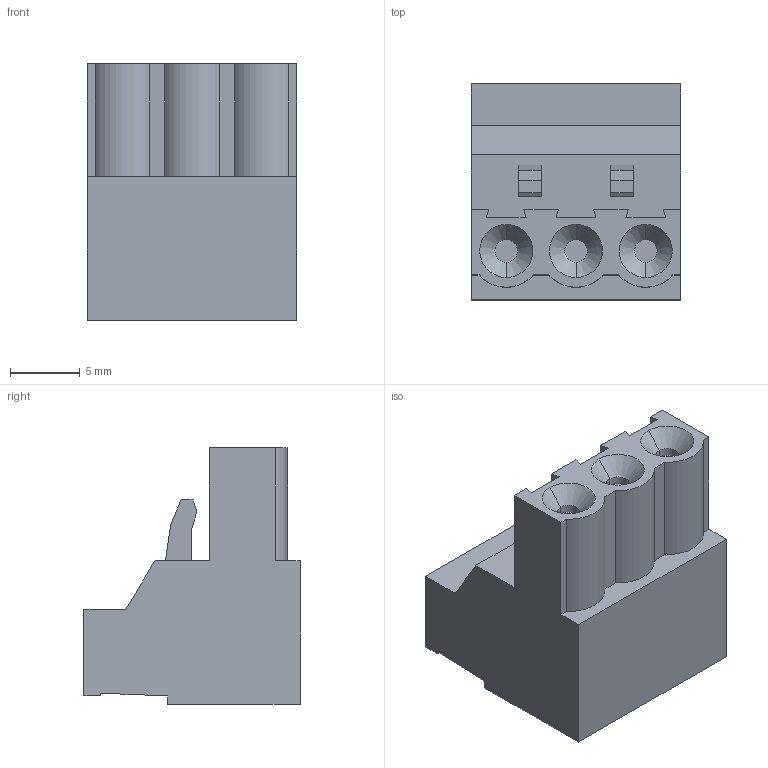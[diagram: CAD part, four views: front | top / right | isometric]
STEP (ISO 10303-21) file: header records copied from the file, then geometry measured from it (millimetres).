
FILE_DESCRIPTION((''),'2;1');
FILE_NAME('C-796640-3','2011-09-30T',('workeradm'),('Tyco Electronics Ltd.'),'PRO/ENGINEER BY PARAMETRIC TECHNOLOGY CORPORATION, 2010430','PRO/ENGINEER BY PARAMETRIC TECHNOLOGY CORPORATION, 2010430','');
FILE_SCHEMA(('AUTOMOTIVE_DESIGN { 1 0 10303 214 1 1 1 1 }'));
Length unit declared in the file: millimetre
Products named in the file (1): C-796640-3
Bounding box: 15 x 15.5 x 18.4 mm (x, y, z)
Volume: 2596.6 mm3; surface area: 1585.5 mm2
Topology: 1 solids, 1 shells, 113 faces, 282 edges, 182 vertices
Faces by surface type: plane 92, cylinder 15, cone 6
Entity records: 3573 total; most frequent: CARTESIAN_POINT 579, ORIENTED_EDGE 564, DIRECTION 556, EDGE_CURVE 282, VECTOR 234, LINE 234, VERTEX_POINT 182, AXIS2_PLACEMENT_3D 161
